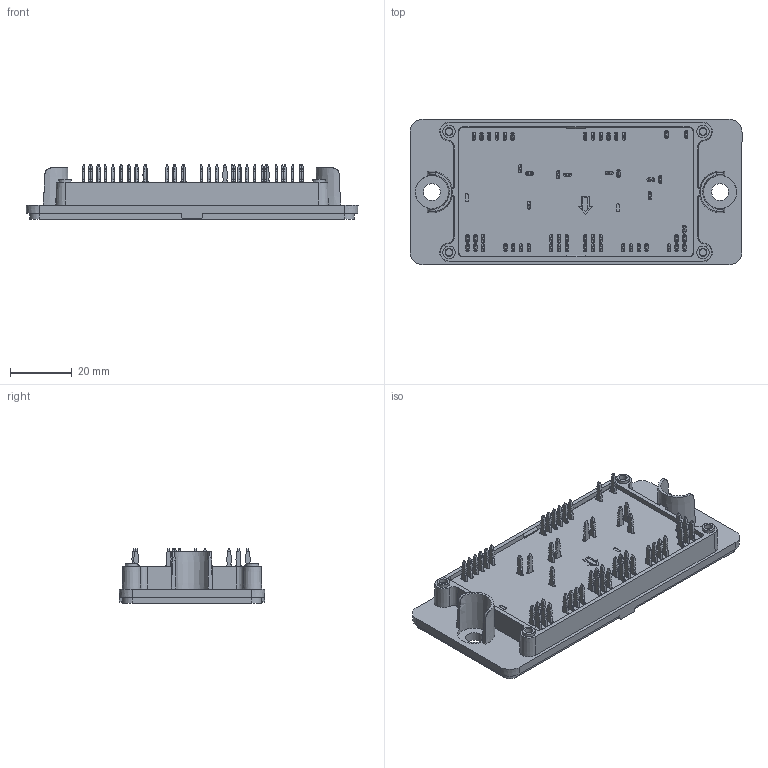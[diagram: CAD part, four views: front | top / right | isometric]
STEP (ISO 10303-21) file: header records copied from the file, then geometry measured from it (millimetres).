
FILE_DESCRIPTION(/* description */ ('Unknown'),/* implementation_level */ '2;1');
FILE_NAME(/* name */ 'Flow2-4T13Y-LH30(560)-01-OL',/* time_stamp */ '2023-02-28T14:21:25+01:00',/* author */ ('Unknown'),/* organization */ ('Unknown'),/* preprocessor_version */ 'ST-DEVELOPER v18.1',/* originating_system */ 'Solid Edge',/* authorisation */ 'Unknown');
FILE_SCHEMA (('AUTOMOTIVE_DESIGN {1 0 10303 214 3 1 1}'));
Length unit declared in the file: millimetre
Products named in the file (1): Flow2-4T13Y-LH30-OL
Bounding box: 107.2 x 47 x 17.48 mm (x, y, z)
Volume: 44068.9 mm3; surface area: 17834.4 mm2
Topology: 1 solids, 1 shells, 1909 faces, 5293 edges, 3517 vertices
Faces by surface type: plane 1151, cylinder 614, cone 112, torus 32
Full cylindrical faces by diameter (mm): 2.25 x4, 2.55 x4, 3 x4, 5.5 x2
Entity records: 74875 total; most frequent: CARTESIAN_POINT 11747, ORIENTED_EDGE 10510, DIRECTION 10352, EDGE_CURVE 5255, VERTEX_POINT 3503, LINE 3456, VECTOR 3456, AXIS2_PLACEMENT_3D 3448
